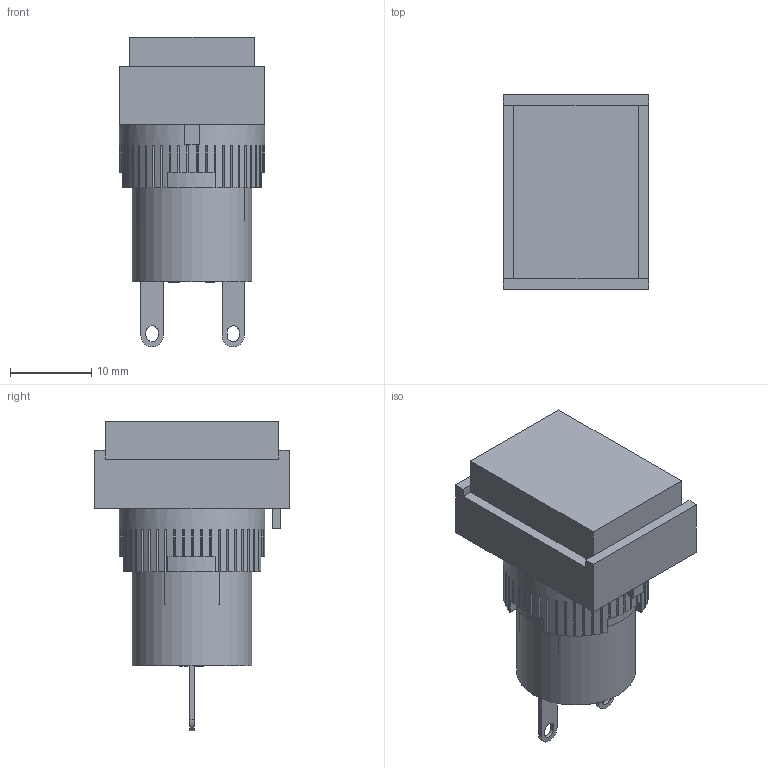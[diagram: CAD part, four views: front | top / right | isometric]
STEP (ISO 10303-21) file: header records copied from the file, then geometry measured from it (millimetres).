
FILE_DESCRIPTION(/* description */ (''),/* implementation_level */ '2;1');
FILE_NAME(/* name */ 'L16PLT10xxxx.stp',/* time_stamp */ '2025-05-22T13:49:44-05:00',/* author */ ('mroman'),/* organization */ (''),/* preprocessor_version */ 'ST-DEVELOPER v18.1',/* originating_system */ 'Autodesk Inventor 2022',/* authorisation */ '');
FILE_SCHEMA (('AUTOMOTIVE_DESIGN { 1 0 10303 214 3 1 1 }'));
Length unit declared in the file: centimetre
Products named in the file (1): L16PLT10xxxx
Bounding box: 18 x 24 x 38.2 mm (x, y, z)
Volume: 4160.1 mm3; surface area: 5694.3 mm2
Topology: 3 solids, 4 shells, 381 faces, 1061 edges, 704 vertices
Faces by surface type: plane 321, bspline 31, cylinder 24, cone 3, torus 2
Full cylindrical faces by diameter (mm): 3.5 x2, 6.7 x1, 14.7 x1, 18 x1
Entity records: 13079 total; most frequent: CARTESIAN_POINT 3349, ORIENTED_EDGE 2122, DIRECTION 1850, EDGE_CURVE 1061, LINE 816, VECTOR 816, VERTEX_POINT 704, AXIS2_PLACEMENT_3D 517
